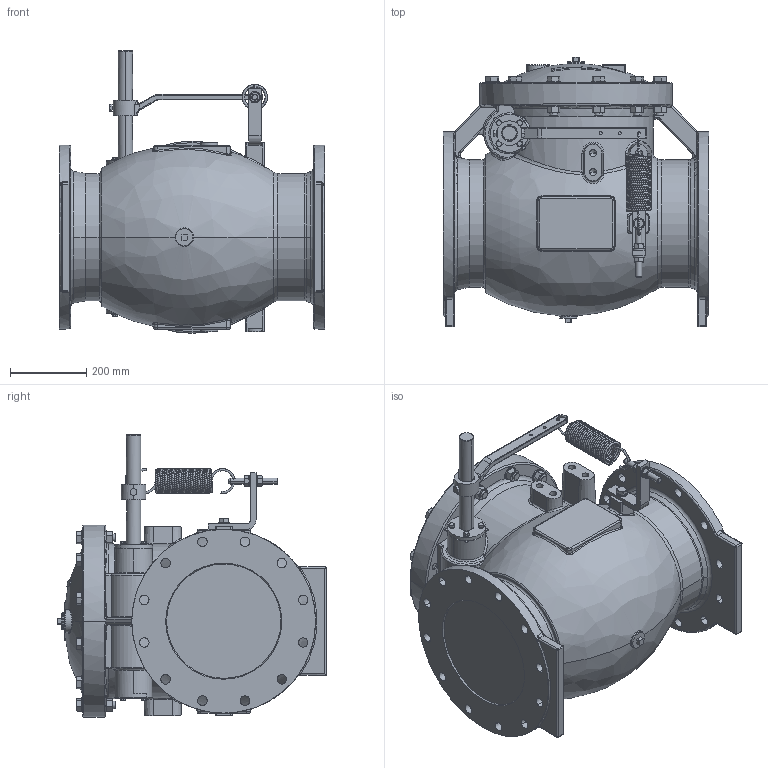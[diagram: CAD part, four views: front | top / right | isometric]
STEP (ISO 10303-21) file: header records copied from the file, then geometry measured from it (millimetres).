
FILE_DESCRIPTION((''),'2;1');
FILE_NAME('7812LS_SW0001','2023-11-02T10:37:53',('jlesh'),(''),'CREO PARAMETRIC BY PTC INC, 2023072','CREO PARAMETRIC BY PTC INC, 2023072','');
FILE_SCHEMA(('AUTOMOTIVE_DESIGN { 1 0 10303 214 1 1 1 1 }'));
Products named in the file (1): 7812LS_SW0001
Bounding box: 698 x 706.68 x 742.56 mm (x, y, z)
Volume: 131843472.3 mm3; surface area: 2474453.3 mm2
Topology: 1 solids, 6 shells, 1476 faces, 3514 edges, 2131 vertices
Faces by surface type: plane 516, cylinder 396, cone 300, bspline 167, torus 84, sphere 13
Entity records: 94944 total; most frequent: CARTESIAN_POINT 55733, ORIENTED_EDGE 6988, DIRECTION 6452, EDGE_CURVE 3494, AXIS2_PLACEMENT_3D 2630, VERTEX_POINT 2131, EDGE_LOOP 1667, FACE_OUTER_BOUND 1476
